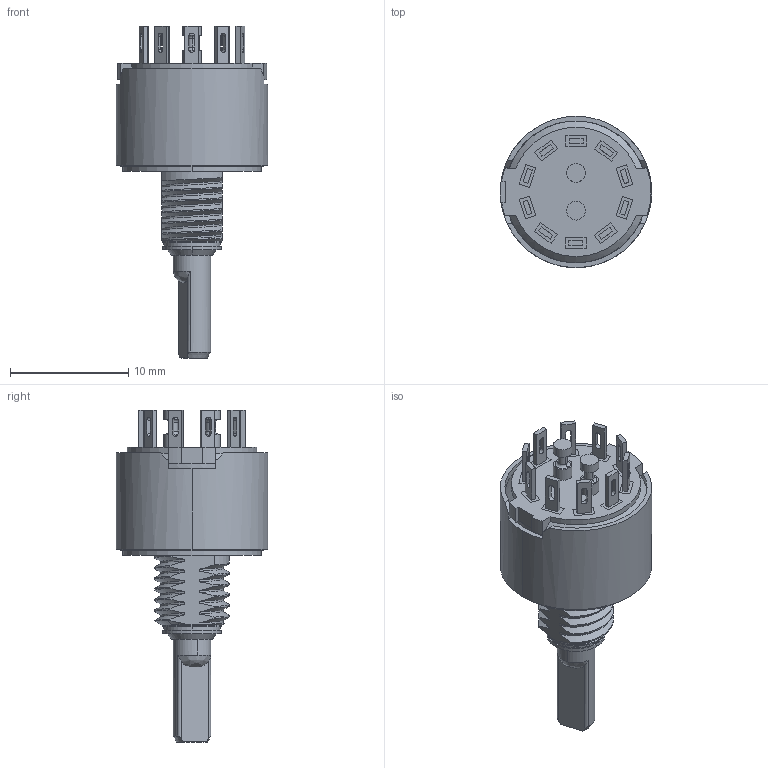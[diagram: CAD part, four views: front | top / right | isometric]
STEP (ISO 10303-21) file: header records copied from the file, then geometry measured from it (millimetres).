
FILE_DESCRIPTION((''),'2;1');
FILE_NAME('56SD36-01-2-XXX_SW0001','2019-01-24T',('jjanota'),(''),'PRO/ENGINEER BY PARAMETRIC TECHNOLOGY CORPORATION, 2016100','PRO/ENGINEER BY PARAMETRIC TECHNOLOGY CORPORATION, 2016100','');
FILE_SCHEMA(('CONFIG_CONTROL_DESIGN'));
Length unit declared in the file: inch
Products named in the file (1): 56SD36-01-2-XXX_SW0001
Bounding box: 12.83 x 12.83 x 28.12 mm (x, y, z)
Surface area: 1322.9 mm2 (no closed solid volume)
Topology: 0 solids, 20 shells, 248 faces, 735 edges, 523 vertices
Faces by surface type: plane 119, cylinder 70, bspline 42, cone 9, torus 8
Entity records: 20236 total; most frequent: CARTESIAN_POINT 13705, ORIENTED_EDGE 1338, DIRECTION 1204, EDGE_CURVE 735, VERTEX_POINT 523, VECTOR 426, LINE 426, AXIS2_PLACEMENT_3D 389
